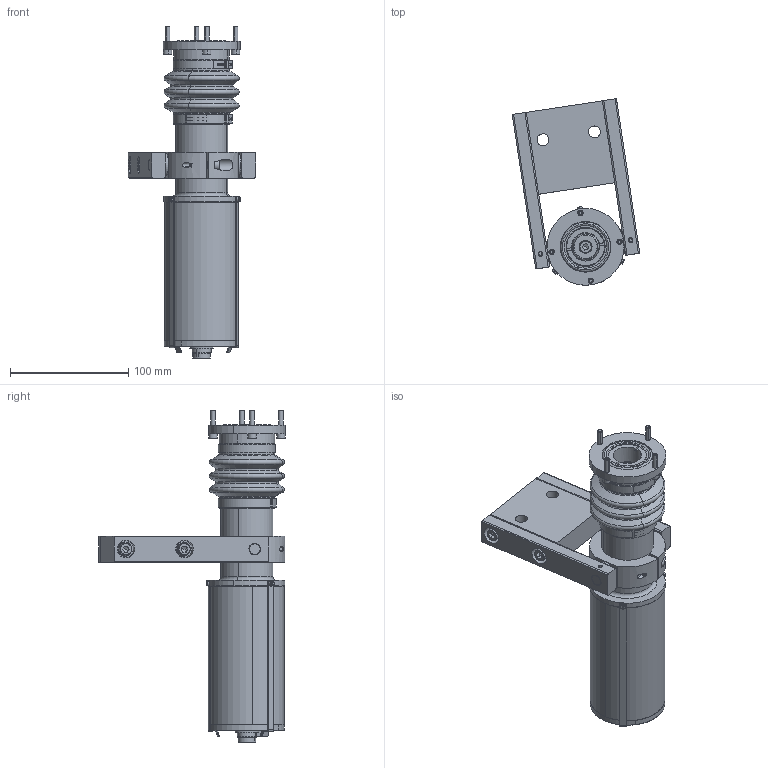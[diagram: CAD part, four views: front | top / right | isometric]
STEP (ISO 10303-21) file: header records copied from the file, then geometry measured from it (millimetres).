
FILE_DESCRIPTION(('CATIA V5 STEP Exchange'),'2;1');
FILE_NAME('AMC_C_series_with_pivot_monovariant.stp','2012-10-16T10:16:52+00:00',('none'),('none'),'CATIA Version 5 Release 19 SP 8 (IN-10)','CATIA V5 STEP AP203','none');
FILE_SCHEMA(('CONFIG_CONTROL_DESIGN'));
Length unit declared in the file: millimetre
Products named in the file (3): AMC_C_series_with_pivot_monovariant; AMC_C_series_complete; Gelenk_1_Richtung_C_Serie
Assembly tree (47 placements, depth 3):
  AMC_C_series_with_pivot_monovariant
    AMC_C_series_complete
      #66
      #2276
      #3222
      #4655
      #5158  x3
      #5824  x3
      #6521  x2
      #9721
      #10955
      #13292  x4
      #14215
      #14384
      #14553
      #15165
      #16169
      #16277
    Gelenk_1_Richtung_C_Serie
      #16900
      #17802  x2
      #18201  x2
      #19186
      #20115  x2
      #20530  x4
      #21013
      #15165  x4
      #21951  x4
Bounding box: 107.77 x 157.81 x 280.5 mm (x, y, z)
Volume: 452374.2 mm3; surface area: 213475.8 mm2
Topology: 46 solids, 46 shells, 1324 faces, 3151 edges, 1995 vertices
Faces by surface type: cylinder 510, plane 469, cone 197, torus 130, sphere 18
Entity records: 22121 total; most frequent: CARTESIAN_POINT 4722, ORIENTED_EDGE 3590, DIRECTION 2981, EDGE_CURVE 1795, AXIS2_PLACEMENT_3D 1563, VERTEX_POINT 1142, EDGE_LOOP 923, CIRCLE 914
